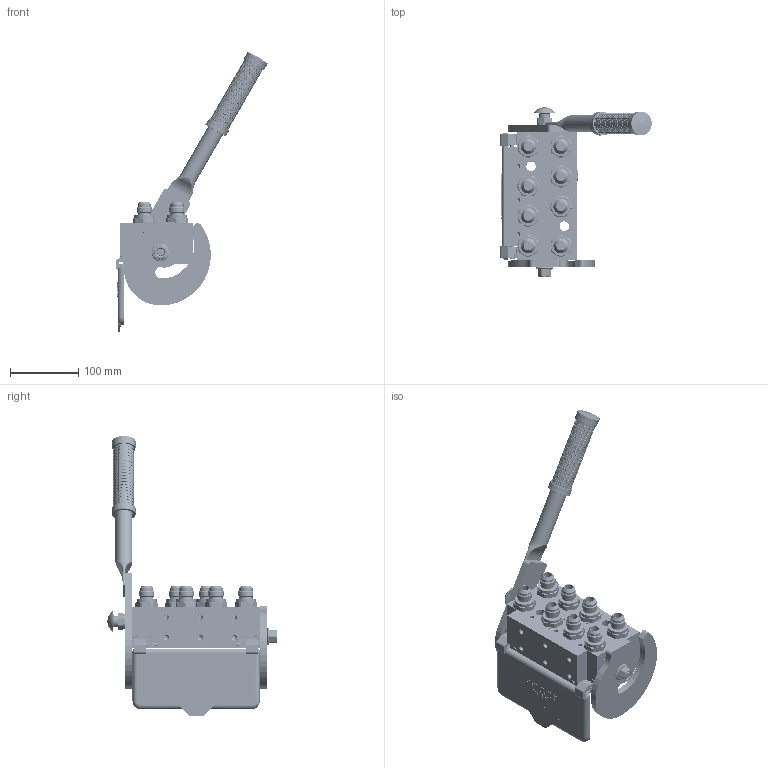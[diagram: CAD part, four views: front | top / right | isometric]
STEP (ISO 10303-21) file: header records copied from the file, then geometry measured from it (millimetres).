
FILE_DESCRIPTION (( 'STEP AP214' ), '1' );
FILE_NAME ('FASTER.step', '2025-02-05T19:57:05', ( '' ), ( '' ), 'SwSTEP 2.0', 'SolidWorks 2017', '' );
FILE_SCHEMA (( 'AUTOMOTIVE_DESIGN' ));
Length unit declared in the file: millimetre
Products named in the file (34): 1540_080_0012_000; 2ffnb1213_58sf; 4830_001_0005_301; 0048_042_0412_000; A_2ffnb1213_58sf; et007; 2p808-7-29; ET011-ET007; 4850_024_0000_020; 4850_024_0000_010; 4850_024_0000_021; or1_5x7_m; curs_molla_12; 4850_024_2000_011; 4850_020_0000_020; 4850_024_0000_012; 4142_072_1000_300; P808_F_BASE; sicura_p5; 4830_001_0005_300; 4850_001_0001_005; 4850_024_0000_000_ASM; et011; 4340_014_0000_000; FASTER; 4850_024_0000_000; 4830_070_0000_001; or2_62x17_86; 4830_025_2000_000; 4830_001_0004_000; 4830_022_0000_011; 4830_025_1000_000; 4830_025_0000_001
Assembly tree (42 placements, depth 5):
  FASTER
    P808_F_BASE
      4850_020_0000_020
      4850_001_0001_005
      4830_001_0004_000  x2
      4830_001_0005_300
      4830_001_0005_301
    A_2ffnb1213_58sf  x8
      curs_molla_12
        4340_014_0000_000
        4142_072_1000_300
      2ffnb1213_58sf
        2ffnb1213_58sf
    4850_024_0000_000
      2p808-7-29
        4850_024_0000_000_ASM
          4850_024_0000_010
          4850_024_2000_011
          4850_024_0000_021
        sicura_p5
          4830_025_0000_001
          or1_5x7_m
          0048_042_0412_000
        4850_024_0000_012
        4850_024_0000_020
        1540_080_0012_000
        4830_025_2000_000
        4830_025_1000_000
        4830_022_0000_011
        4830_070_0000_001
      or2_62x17_86  x2
    ET011-ET007
      et011
      et007
Bounding box: 222.95 x 248.93 x 411.91 mm (x, y, z)
Volume: 294377.5 mm3; surface area: 487330.8 mm2
Topology: 35 solids, 106 shells, 7236 faces, 19473 edges, 12540 vertices
Faces by surface type: plane 3505, cylinder 2022, cone 641, torus 598, bspline 393, sphere 77
Entity records: 224042 total; most frequent: CARTESIAN_POINT 92859, ORIENTED_EDGE 28198, DIRECTION 23513, EDGE_CURVE 14209, VECTOR 9243, LINE 9243, VERTEX_POINT 9221, AXIS2_PLACEMENT_3D 7135
